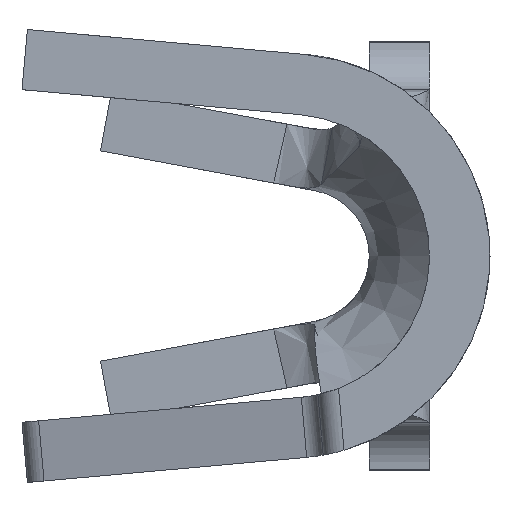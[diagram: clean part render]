
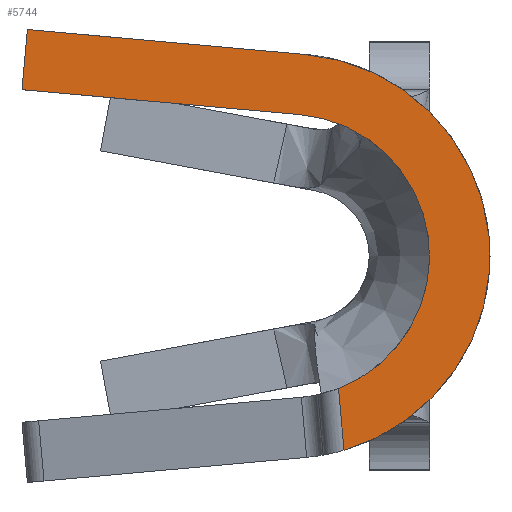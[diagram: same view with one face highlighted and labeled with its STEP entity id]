
A CAD part, left-side view. The second image highlights one B-rep face of the part: STEP entity #5744.
In plain terms, the highlighted planar face has unit normal (-1, 0, 0).
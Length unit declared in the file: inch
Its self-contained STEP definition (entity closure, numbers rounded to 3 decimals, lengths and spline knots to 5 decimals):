
#40 = CARTESIAN_POINT ( 'NONE',  ( -0.732, 0.135, 0.05508 ) ) ;
#97 = CARTESIAN_POINT ( 'NONE',  ( -0.732, 0.0428, 0.04681 ) ) ;
#480 = DIRECTION ( 'NONE',  ( -1., 0., 0. ) ) ;
#596 = CARTESIAN_POINT ( 'NONE',  ( -0.732, 0.04102, 0.06673 ) ) ;
#799 = VERTEX_POINT ( 'NONE', #4360 ) ;
#892 = CARTESIAN_POINT ( 'NONE',  ( -0.732, 0.03421, 0.00115 ) ) ;
#1146 = PLANE ( 'NONE',  #3928 ) ;
#1159 = CARTESIAN_POINT ( 'NONE',  ( -0.732, 0.03018, -0.04389 ) ) ;
#1400 = DIRECTION ( 'NONE',  ( 1., 0., 0. ) ) ;
#1489 = ORIENTED_EDGE ( 'NONE', *, *, #5338, .F. ) ;
#1628 = DIRECTION ( 'NONE',  ( 0., -0.996, -0.089 ) ) ;
#1648 = LINE ( 'NONE', #892, #4381 ) ;
#1666 = DIRECTION ( 'NONE',  ( 0., 0., -1. ) ) ;
#1690 = EDGE_CURVE ( 'NONE', #6332, #6319, #4055, .T. ) ;
#1889 = EDGE_CURVE ( 'NONE', #6319, #4834, #4848, .T. ) ;
#1950 = EDGE_CURVE ( 'NONE', #4834, #4268, #6126, .T. ) ;
#1992 = EDGE_CURVE ( 'NONE', #4268, #799, #3239, .T. ) ;
#2014 = EDGE_CURVE ( 'NONE', #6332, #2554, #1648, .T. ) ;
#2475 = CARTESIAN_POINT ( 'NONE',  ( -0.732, 0.13321, 0.075 ) ) ;
#2523 = EDGE_LOOP ( 'NONE', ( #5654, #3811, #1489, #6696, #2875, #4745 ) ) ;
#2554 = VERTEX_POINT ( 'NONE', #4703 ) ;
#2875 = ORIENTED_EDGE ( 'NONE', *, *, #1950, .F. ) ;
#2995 = DIRECTION ( 'NONE',  ( 0., -0.089, -0.996 ) ) ;
#3068 = VECTOR ( 'NONE', #1628, 39.37008 ) ;
#3228 = DIRECTION ( 'NONE',  ( 0., -0.089, 0.996 ) ) ;
#3239 = LINE ( 'NONE', #596, #3068 ) ;
#3256 = CARTESIAN_POINT ( 'NONE',  ( -0.732, 0.047, 0. ) ) ;
#3348 = VECTOR ( 'NONE', #4817, 39.37008 ) ;
#3582 = AXIS2_PLACEMENT_3D ( 'NONE', #3676, #480, #4243 ) ;
#3676 = CARTESIAN_POINT ( 'NONE',  ( -0.732, 0.047, 0. ) ) ;
#3811 = ORIENTED_EDGE ( 'NONE', *, *, #2014, .T. ) ;
#3928 = AXIS2_PLACEMENT_3D ( 'NONE', #3256, #4950, #1666 ) ;
#4055 = CIRCLE ( 'NONE', #3582, 0.047 ) ;
#4243 = DIRECTION ( 'NONE',  ( 0., 0., -1. ) ) ;
#4268 = VERTEX_POINT ( 'NONE', #2475 ) ;
#4305 = CARTESIAN_POINT ( 'NONE',  ( -0.732, 0.0428, 0.04681 ) ) ;
#4360 = CARTESIAN_POINT ( 'NONE',  ( -0.732, 0.04102, 0.06673 ) ) ;
#4381 = VECTOR ( 'NONE', #2995, 39.37008 ) ;
#4659 = CARTESIAN_POINT ( 'NONE',  ( -0.732, 0.047, 0. ) ) ;
#4703 = CARTESIAN_POINT ( 'NONE',  ( -0.732, 0.02834, -0.06435 ) ) ;
#4729 = VECTOR ( 'NONE', #3228, 39.37008 ) ;
#4745 = ORIENTED_EDGE ( 'NONE', *, *, #1889, .F. ) ;
#4817 = DIRECTION ( 'NONE',  ( 0., 0.996, 0.089 ) ) ;
#4834 = VERTEX_POINT ( 'NONE', #5778 ) ;
#4848 = LINE ( 'NONE', #4305, #3348 ) ;
#4950 = DIRECTION ( 'NONE',  ( 1., 0., 0. ) ) ;
#5244 = DIRECTION ( 'NONE',  ( 0., 0., -1. ) ) ;
#5338 = EDGE_CURVE ( 'NONE', #799, #2554, #6025, .T. ) ;
#5555 = AXIS2_PLACEMENT_3D ( 'NONE', #4659, #1400, #5244 ) ;
#5654 = ORIENTED_EDGE ( 'NONE', *, *, #1690, .F. ) ;
#5744 = ADVANCED_FACE ( 'NONE', ( #6866 ), #1146, .F. ) ;
#5778 = CARTESIAN_POINT ( 'NONE',  ( -0.732, 0.135, 0.05508 ) ) ;
#6025 = CIRCLE ( 'NONE', #5555, 0.067 ) ;
#6126 = LINE ( 'NONE', #40, #4729 ) ;
#6319 = VERTEX_POINT ( 'NONE', #97 ) ;
#6332 = VERTEX_POINT ( 'NONE', #1159 ) ;
#6696 = ORIENTED_EDGE ( 'NONE', *, *, #1992, .F. ) ;
#6866 = FACE_OUTER_BOUND ( 'NONE', #2523, .T. ) ;
